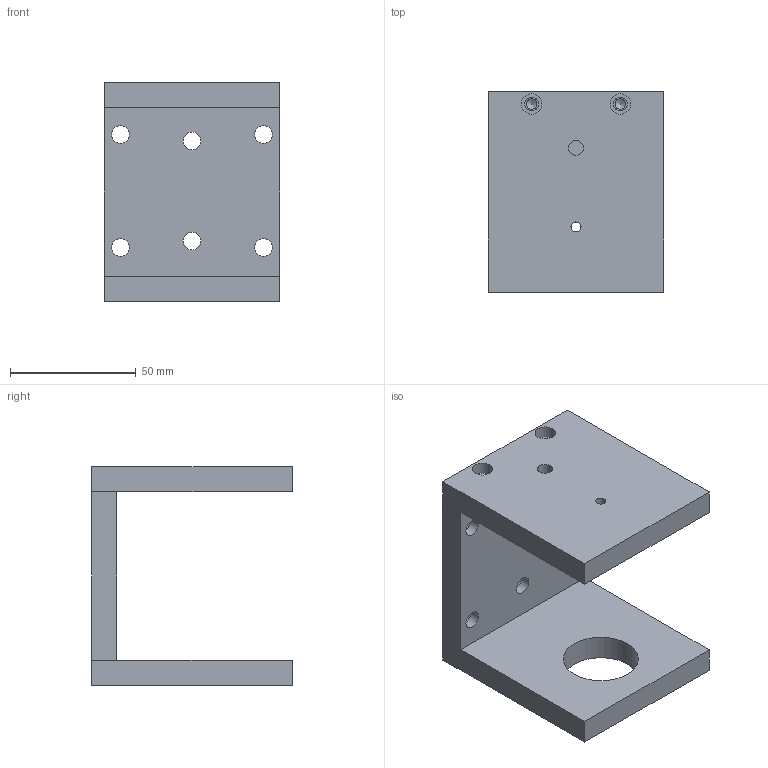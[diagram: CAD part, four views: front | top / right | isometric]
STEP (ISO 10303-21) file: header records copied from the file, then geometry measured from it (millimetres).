
FILE_DESCRIPTION(/* description */ (''),/* implementation_level */ '2;1');
FILE_NAME(/* name */ 'Upper load ball base assembly.stp',/* time_stamp */ '2022-05-13T08:46:39+01:00',/* author */ (''),/* organization */ (''),/* preprocessor_version */ 'ST-DEVELOPER v16',/* originating_system */ 'SIEMENS PLM Software NX 11.0',/* authorisation */ '');
FILE_SCHEMA (('AUTOMOTIVE_DESIGN { 1 0 10303 214 3 1 1 1 }'));
Length unit declared in the file: millimetre
Products named in the file (4): Upper load ball base top; Upper load ball base bot; Upper load ball base mid; upper load ball base
Assembly tree (3 placements, depth 2):
  upper load ball base
    Upper load ball base mid
    Upper load ball base bot
    Upper load ball base top
Bounding box: 70 x 80 x 87 mm (x, y, z)
Volume: 145319.4 mm3; surface area: 42935 mm2
Topology: 3 solids, 3 shells, 61 faces, 140 edges, 95 vertices
Faces by surface type: plane 28, cylinder 27, cone 6
Full cylindrical faces by diameter (mm): 4 x1, 4.2 x4, 5.5 x4, 6 x1, 7 x6, 8.2 x4, 10 x6, 30 x1
Entity records: 1612 total; most frequent: DIRECTION 278, CARTESIAN_POINT 241, ORIENTED_EDGE 184, EDGE_LOOP 130, FACE_BOUND 124, AXIS2_PLACEMENT_3D 121, EDGE_CURVE 92, VERTEX_POINT 84
